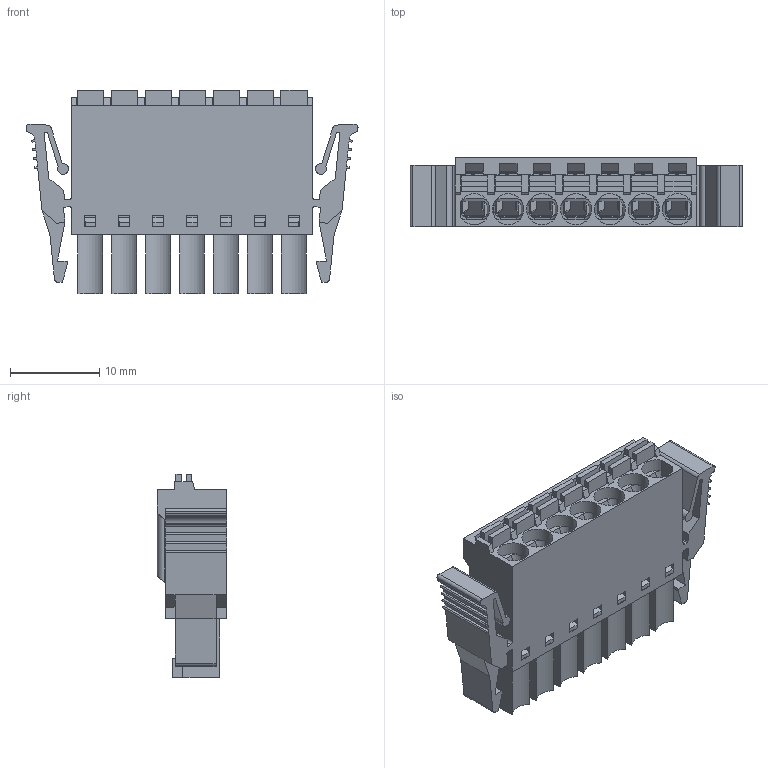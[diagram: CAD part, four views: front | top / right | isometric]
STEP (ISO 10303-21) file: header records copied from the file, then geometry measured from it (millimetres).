
FILE_DESCRIPTION( ( 'Unknown' ), '1' );
FILE_NAME( '691304330007.stp', 'Unknown', ( 'Unknown' ), ( 'Unknown' ), 'PSStep 18.0.17', 'Unknown', ' ' );
FILE_SCHEMA( ( 'AUTOMOTIVE_DESIGN { 1 0 10303 214 1 1 1 1 }' ) );
Length unit declared in the file: millimetre
Products named in the file (6): Assem1; 6913043300xx_Levier; 6913043300xx_Lamelle; 6913043300xx_Pin; 691304330007; 691304330007_Bas
Assembly tree (23 placements, depth 2):
  Assem1
    6913043300xx_Levier  x7
    6913043300xx_Lamelle  x7
    6913043300xx_Pin  x7
    691304330007
    691304330007_Bas
Bounding box: 37.27 x 7.8 x 22.8 mm (x, y, z)
Volume: 2535.2 mm3; surface area: 8319.2 mm2
Topology: 23 solids, 23 shells, 2169 faces, 6104 edges, 3974 vertices
Faces by surface type: plane 1680, cylinder 454, cone 35
Full cylindrical faces by diameter (mm): 1.2 x7, 3.5 x5
Entity records: 51531 total; most frequent: CARTESIAN_POINT 7518, ORIENTED_EDGE 7320, DIRECTION 6701, EDGE_CURVE 3660, LINE 3097, VECTOR 3097, VERTEX_POINT 2419, AXIS2_PLACEMENT_3D 1802
